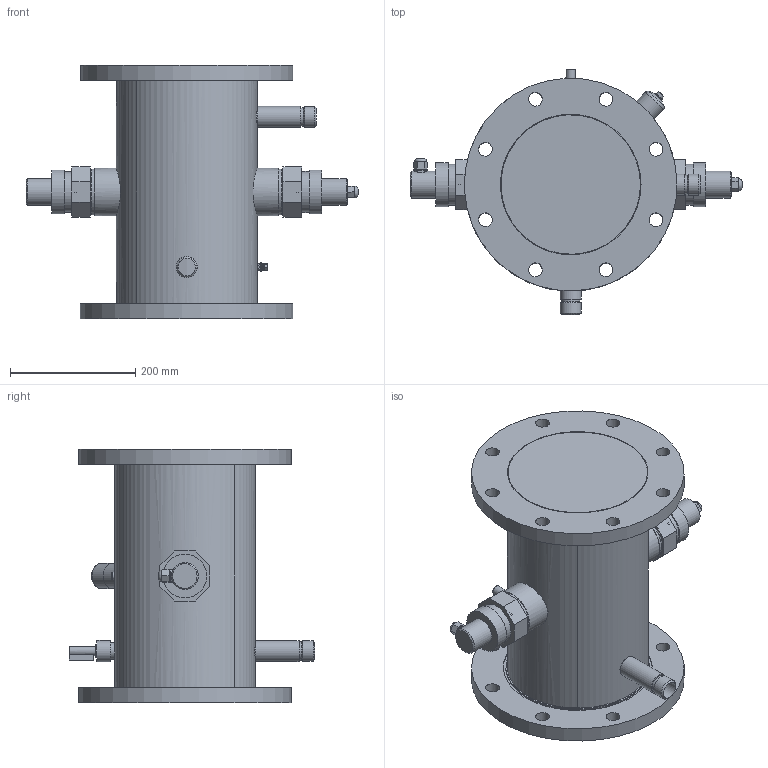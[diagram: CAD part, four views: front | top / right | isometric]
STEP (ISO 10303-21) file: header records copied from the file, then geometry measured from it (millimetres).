
FILE_DESCRIPTION (( 'STEP AP214' ), '1' );
FILE_NAME ('ÓÔÌ.24.000.00.000ÑÁ - Óñòàíîâêà ÓÔ-îáðàáîòêè âîäû UVM-2400.STEP', '2024-04-19T12:13:54', ( '' ), ( '' ), 'SwSTEP 2.0', 'SolidWorks 2022', '' );
FILE_SCHEMA (( 'AUTOMOTIVE_DESIGN' ));
Length unit declared in the file: millimetre
Products named in the file (1): УФМ.24.000.00.000СБ - Установка УФ-обработки воды UVM-2400
Bounding box: 530.74 x 392.19 x 406 mm (x, y, z)
Volume: 21200441 mm3; surface area: 1453025.9 mm2
Topology: 20 solids, 22 shells, 330 faces, 680 edges, 439 vertices
Faces by surface type: plane 173, cylinder 111, cone 41, torus 5
Full cylindrical faces by diameter (mm): 3.3 x1, 5 x1, 5.2 x1, 6 x2, 6.4 x2, 7.1 x1, 10 x2, 10.1 x1, 11 x3, 11.5 x1, 12 x4, 14 x1, 14.2 x1, 15 x4, 16 x1, 17 x1, 20 x2, 22 x16, 23.5 x1, 26.4 x1, 26.9 x1, 27.7 x2, 29 x1, 29.5 x2, 30.291 x1, 32 x8, 33.249 x2, 33.7 x2, 34 x3, 38 x2
Entity records: 13487 total; most frequent: CARTESIAN_POINT 3461, DIRECTION 1338, ORIENTED_EDGE 1042, EDGE_LOOP 584, AXIS2_PLACEMENT_3D 572, EDGE_CURVE 521, FACE_OUTER_BOUND 440, VERTEX_POINT 413
